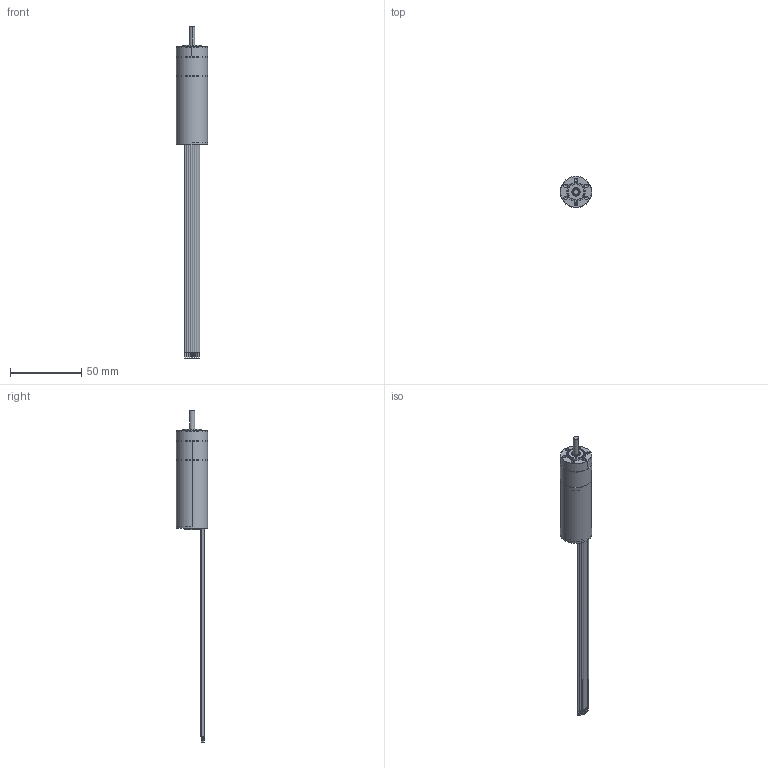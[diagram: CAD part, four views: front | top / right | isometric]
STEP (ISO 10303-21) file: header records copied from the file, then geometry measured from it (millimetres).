
FILE_DESCRIPTION((''),'2;1');
FILE_NAME('4611180000616_SW0001','2023-04-04T16:15:32',('ms27786'),(''),'CREO PARAMETRIC BY PTC INC, 2018100','CREO PARAMETRIC BY PTC INC, 2018100','');
FILE_SCHEMA(('CONFIG_CONTROL_DESIGN'));
Length unit declared in the file: millimetre
Products named in the file (1): 4611180000616_SW0001
Bounding box: 22 x 22 x 233.6 mm (x, y, z)
Volume: 12420.2 mm3; surface area: 19632.3 mm2
Topology: 9 solids, 11 shells, 923 faces, 2408 edges, 1544 vertices
Faces by surface type: cylinder 364, cone 210, plane 161, extrusion 114, torus 48, bspline 26
Entity records: 31922 total; most frequent: CARTESIAN_POINT 9450, ORIENTED_EDGE 4776, DIRECTION 4589, EDGE_CURVE 2388, AXIS2_PLACEMENT_3D 1822, VERTEX_POINT 1542, CIRCLE 1041, EDGE_LOOP 1000
